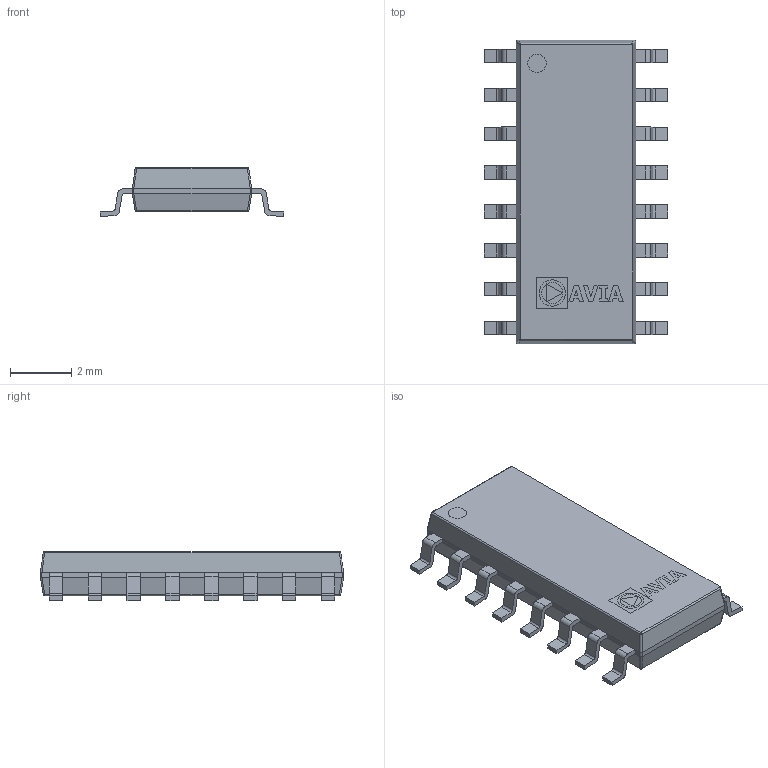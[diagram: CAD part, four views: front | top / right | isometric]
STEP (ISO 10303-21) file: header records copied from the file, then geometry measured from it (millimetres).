
FILE_DESCRIPTION(/* description */ (''),/* implementation_level */ '2;1');
FILE_NAME(/* name */ 'Tssop16.stp',/* time_stamp */ '2021-10-07T09:48:17+02:00',/* author */ ('khaled'),/* organization */ (''),/* preprocessor_version */ 'ST-DEVELOPER v17',/* originating_system */ 'Autodesk Inventor 2019',/* authorisation */ '');
FILE_SCHEMA (('AUTOMOTIVE_DESIGN { 1 0 10303 214 3 1 1 }'));
Products named in the file (6): max_Tsop16; IC_BODY; circle; IC_LEG; IC_LEG_MIR7; AVIA
Assembly tree (19 placements, depth 2):
  max_Tsop16
    IC_BODY
    circle
    IC_LEG  x8
    IC_LEG_MIR7  x8
    AVIA
Bounding box: 6 x 9.9 x 1.6 mm (x, y, z)
Volume: 56.5 mm3; surface area: 156.1 mm2
Topology: 26 solids, 26 shells, 334 faces, 828 edges, 546 vertices
Faces by surface type: plane 240, cylinder 88, sphere 6
Full cylindrical faces by diameter (mm): 0.6 x1, 0.857 x1
Entity records: 4294 total; most frequent: DIRECTION 722, CARTESIAN_POINT 697, ORIENTED_EDGE 648, EDGE_CURVE 324, LINE 252, VECTOR 252, AXIS2_PLACEMENT_3D 235, VERTEX_POINT 210
